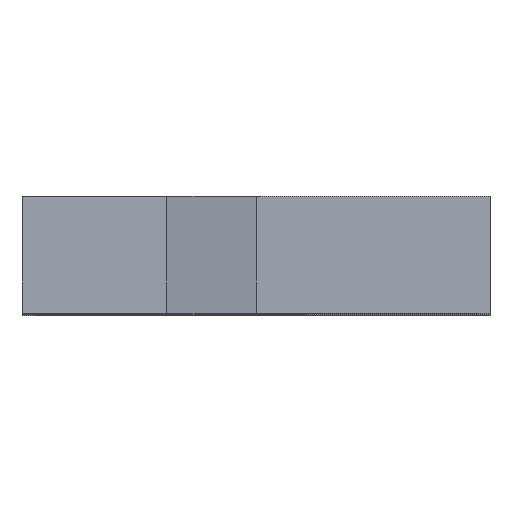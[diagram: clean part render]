
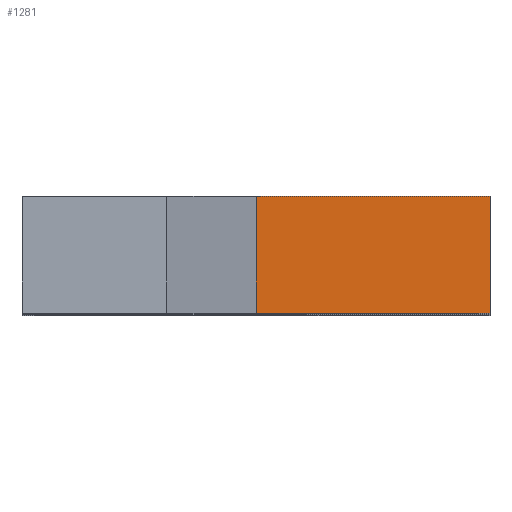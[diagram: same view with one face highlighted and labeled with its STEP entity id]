
A CAD part, top view. The second image highlights one B-rep face of the part: STEP entity #1281.
In plain terms, the highlighted planar face has unit normal (0, 0, 1).
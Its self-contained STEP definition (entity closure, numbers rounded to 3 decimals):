
#129=FACE_OUTER_BOUND('',#209,.T.);
#209=EDGE_LOOP('',(#1087,#1088,#1089,#1090));
#348=LINE('',#2070,#500);
#350=LINE('',#2074,#502);
#351=LINE('',#2076,#503);
#352=LINE('',#2077,#504);
#500=VECTOR('',#1711,10.);
#502=VECTOR('',#1715,10.);
#503=VECTOR('',#1716,10.);
#504=VECTOR('',#1717,10.);
#621=VERTEX_POINT('',#2067);
#622=VERTEX_POINT('',#2069);
#623=VERTEX_POINT('',#2073);
#624=VERTEX_POINT('',#2075);
#780=EDGE_CURVE('',#621,#622,#348,.T.);
#782=EDGE_CURVE('',#621,#623,#350,.T.);
#783=EDGE_CURVE('',#623,#624,#351,.T.);
#784=EDGE_CURVE('',#624,#622,#352,.T.);
#1087=ORIENTED_EDGE('',*,*,#782,.T.);
#1088=ORIENTED_EDGE('',*,*,#783,.T.);
#1089=ORIENTED_EDGE('',*,*,#784,.T.);
#1090=ORIENTED_EDGE('',*,*,#780,.F.);
#1201=PLANE('',#1402);
#1281=ADVANCED_FACE('',(#129),#1201,.F.);
#1402=AXIS2_PLACEMENT_3D('',#2072,#1713,#1714);
#1711=DIRECTION('',(0.,1.,0.));
#1713=DIRECTION('center_axis',(0.,0.,-1.));
#1714=DIRECTION('ref_axis',(-1.,0.,0.));
#1715=DIRECTION('',(1.,0.,0.));
#1716=DIRECTION('',(0.,1.,0.));
#1717=DIRECTION('',(-1.,0.,0.));
#2067=CARTESIAN_POINT('',(-10.,0.,60.));
#2069=CARTESIAN_POINT('',(-10.,5.,60.));
#2070=CARTESIAN_POINT('',(-10.,0.,60.));
#2072=CARTESIAN_POINT('Origin',(0.,0.,60.));
#2073=CARTESIAN_POINT('',(0.,0.,60.));
#2074=CARTESIAN_POINT('',(-20.,0.,60.));
#2075=CARTESIAN_POINT('',(0.,5.,60.));
#2076=CARTESIAN_POINT('',(0.,0.,60.));
#2077=CARTESIAN_POINT('',(-20.,5.,60.));
